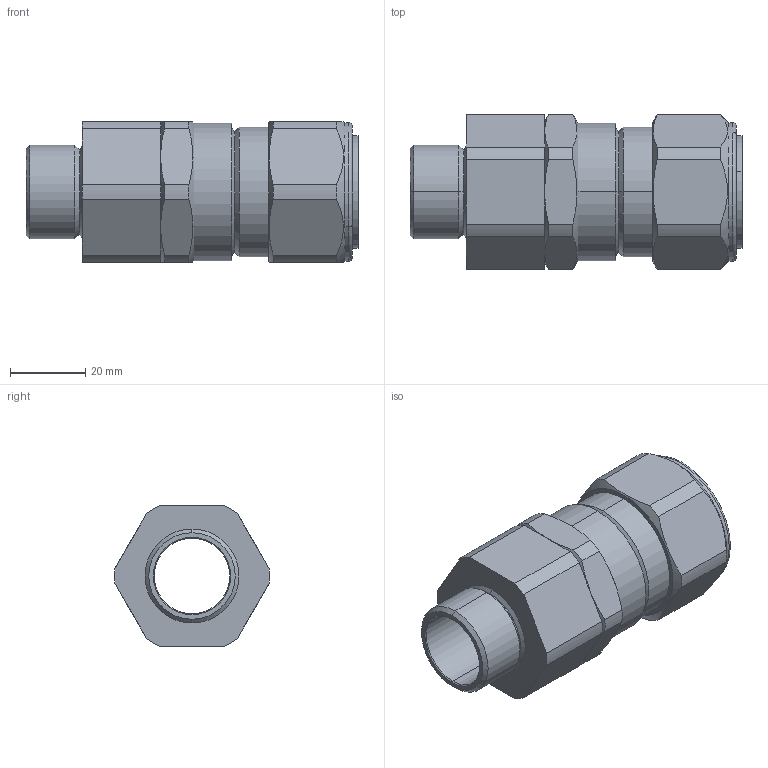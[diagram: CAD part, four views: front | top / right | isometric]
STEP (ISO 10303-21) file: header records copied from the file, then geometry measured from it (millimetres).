
FILE_DESCRIPTION (( 'STEP AP203' ), '1' );
FILE_NAME ('25STE1FU1RA.STEP', '2021-05-12T14:44:13', ( '' ), ( '' ), 'SwSTEP 2.0', 'SolidWorks 2017', '' );
FILE_SCHEMA (( 'CONFIG_CONTROL_DESIGN' ));
Length unit declared in the file: millimetre
Products named in the file (1): 25STE1FU1RA
Bounding box: 88.35 x 41.23 x 37.5 mm (x, y, z)
Volume: 53827.5 mm3; surface area: 19482.1 mm2
Topology: 1 solids, 1 shells, 106 faces, 244 edges, 148 vertices
Faces by surface type: cylinder 38, plane 34, cone 30, torus 4
Entity records: 3287 total; most frequent: CARTESIAN_POINT 791, DIRECTION 532, ORIENTED_EDGE 488, EDGE_CURVE 244, AXIS2_PLACEMENT_3D 217, VERTEX_POINT 148, EDGE_LOOP 116, CIRCLE 110
